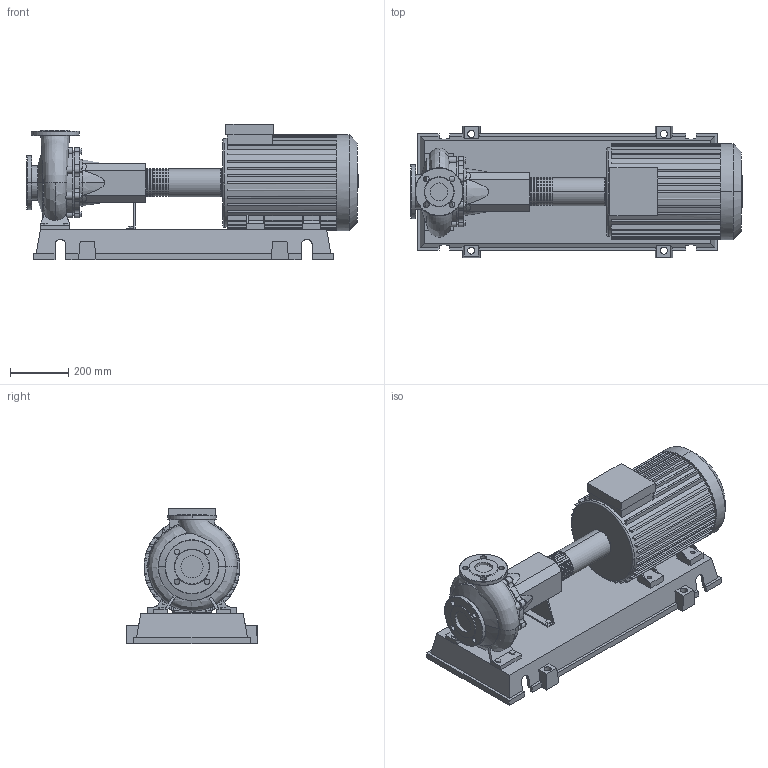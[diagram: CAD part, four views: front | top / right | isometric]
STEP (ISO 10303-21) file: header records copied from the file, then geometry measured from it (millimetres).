
FILE_DESCRIPTION((''),'2;1');
FILE_NAME('3d_NL50_160-11-2-12-4109069.stp','2015-03-03T07:12:15',(''),(''),'Mechanical Desktop 2009','Mechanical Desktop 2009',', , ');
FILE_SCHEMA(('CONFIG_CONTROL_DESIGN'));
Length unit declared in the file: millimetre
Products named in the file (1): Product
Bounding box: 1138 x 450 x 463 mm (x, y, z)
Volume: 58381763.4 mm3; surface area: 3094138.4 mm2
Topology: 11 solids, 11 shells, 831 faces, 2180 edges, 1435 vertices
Faces by surface type: plane 430, cylinder 195, bspline 192, cone 8, torus 6
Entity records: 30150 total; most frequent: CARTESIAN_POINT 9676, ORIENTED_EDGE 4362, DIRECTION 4039, EDGE_CURVE 2181, VERTEX_POINT 1432, VECTOR 1383, LINE 1383, AXIS2_PLACEMENT_3D 1328
